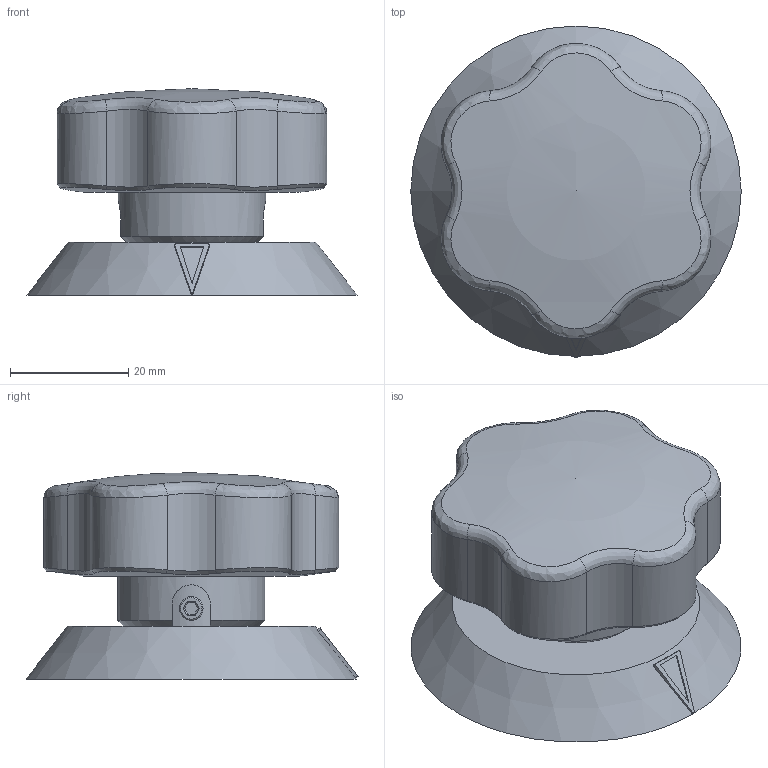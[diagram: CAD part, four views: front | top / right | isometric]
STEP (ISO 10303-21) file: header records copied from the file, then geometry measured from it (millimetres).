
FILE_DESCRIPTION(/* description */ ('File step'),/* implementation_level */ '2;1');
FILE_NAME(/* name */ '6129030',/* time_stamp */ '2022-03-16T17:01:45+01:00',/* author */ ('Zorzan D.'),/* organization */ ('Gamm Srl.'),/* preprocessor_version */ 'ST-DEVELOPER v16.7',/* originating_system */ 'Solid Edge',/* authorisation */ 'Unknown');
FILE_SCHEMA (('CONFIG_CONTROL_DESIGN'));
Length unit declared in the file: millimetre
Products named in the file (1): Parte4
Bounding box: 56 x 56.26 x 35 mm (x, y, z)
Volume: 30420.8 mm3; surface area: 14987.1 mm2
Topology: 1 solids, 1 shells, 162 faces, 445 edges, 284 vertices
Faces by surface type: plane 72, cylinder 33, cone 26, bspline 24, torus 6, sphere 1
Full cylindrical faces by diameter (mm): 4 x2, 8 x1, 10.2 x1, 25 x1, 35.5 x1
Entity records: 6638 total; most frequent: CARTESIAN_POINT 1799, ORIENTED_EDGE 818, DIRECTION 660, EDGE_CURVE 409, VERTEX_POINT 271, AXIS2_PLACEMENT_3D 252, FACE_BOUND 198, EDGE_LOOP 197
